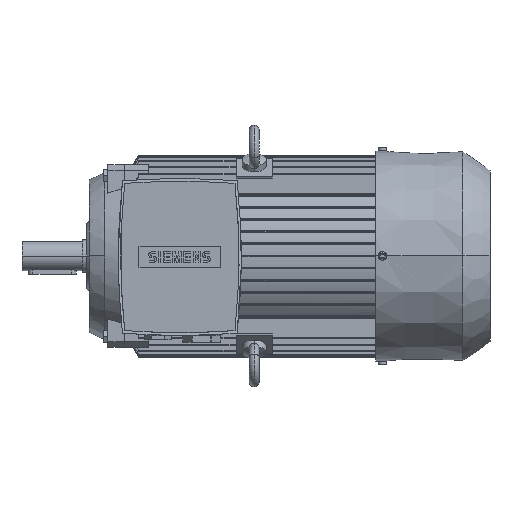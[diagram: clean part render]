
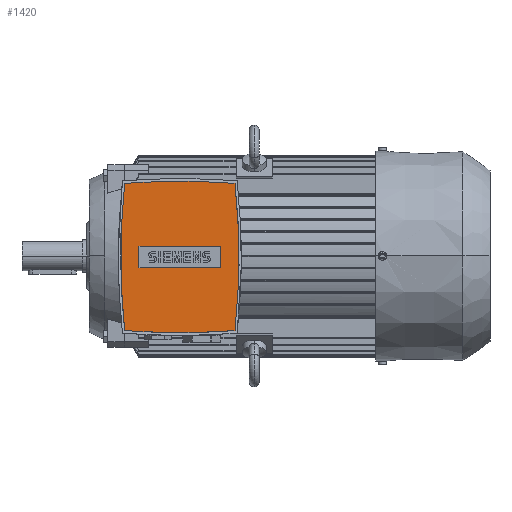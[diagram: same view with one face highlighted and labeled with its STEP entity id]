
A CAD part, top view. The second image highlights one B-rep face of the part: STEP entity #1420.
In plain terms, the highlighted planar face has unit normal (0, 0, 1).
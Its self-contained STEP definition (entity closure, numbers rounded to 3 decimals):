
#1420=ADVANCED_FACE('',(#3639,#3640),#3641,.T.);
#3639=FACE_BOUND('',#6699,.T.);
#3640=FACE_OUTER_BOUND('',#6700,.T.);
#3641=PLANE('',#6701);
#6699=EDGE_LOOP('',(#11021,#11022,#11023,#11024));
#6700=EDGE_LOOP('',(#11025,#11026,#11027,#11028,#11029,#11030));
#6701=AXIS2_PLACEMENT_3D('',#11031,#11032,#11033);
#11021=ORIENTED_EDGE('',*,*,#19609,.T.);
#11022=ORIENTED_EDGE('',*,*,#19606,.T.);
#11023=ORIENTED_EDGE('',*,*,#19603,.T.);
#11024=ORIENTED_EDGE('',*,*,#19600,.T.);
#11025=ORIENTED_EDGE('',*,*,#19649,.T.);
#11026=ORIENTED_EDGE('',*,*,#19650,.T.);
#11027=ORIENTED_EDGE('',*,*,#19213,.T.);
#11028=ORIENTED_EDGE('',*,*,#19651,.T.);
#11029=ORIENTED_EDGE('',*,*,#19206,.T.);
#11030=ORIENTED_EDGE('',*,*,#19652,.T.);
#11031=CARTESIAN_POINT('',(46.0,-1.0,164.0));
#11032=DIRECTION('',(0.0,0.0,1.0));
#11033=DIRECTION('',(0.0,-1.0,0.0));
#19206=EDGE_CURVE('',#23406,#23403,#23407,.T.);
#19213=EDGE_CURVE('',#23413,#23417,#23419,.T.);
#19600=EDGE_CURVE('',#24000,#23998,#24001,.T.);
#19603=EDGE_CURVE('',#24004,#24000,#24005,.T.);
#19606=EDGE_CURVE('',#24008,#24004,#24009,.T.);
#19609=EDGE_CURVE('',#23998,#24008,#24012,.T.);
#19649=EDGE_CURVE('',#24064,#24065,#24066,.T.);
#19650=EDGE_CURVE('',#24065,#23413,#24067,.T.);
#19651=EDGE_CURVE('',#23417,#23406,#24068,.T.);
#19652=EDGE_CURVE('',#23403,#24064,#24069,.T.);
#23403=VERTEX_POINT('',#30724);
#23406=VERTEX_POINT('',#30728);
#23407=CIRCLE('',#30729,630.36);
#23413=VERTEX_POINT('',#30736);
#23417=VERTEX_POINT('',#30741);
#23419=CIRCLE('',#30744,630.36);
#23998=VERTEX_POINT('',#31652);
#24000=VERTEX_POINT('',#31655);
#24001=LINE('',#31656,#31657);
#24004=VERTEX_POINT('',#31661);
#24005=LINE('',#31662,#31663);
#24008=VERTEX_POINT('',#31667);
#24009=LINE('',#31668,#31669);
#24012=LINE('',#31673,#31674);
#24064=VERTEX_POINT('',#31748);
#24065=VERTEX_POINT('',#31749);
#24066=CIRCLE('',#31750,554.4);
#24067=CIRCLE('',#31751,630.36);
#24068=CIRCLE('',#31752,554.4);
#24069=CIRCLE('',#31753,630.36);
#30724=CARTESIAN_POINT('',(46.,61.5,164.0));
#30728=CARTESIAN_POINT('',(91.651,59.845,164.0));
#30729=AXIS2_PLACEMENT_3D('',#39670,#39671,#39672);
#30736=CARTESIAN_POINT('',(46.,-63.5,164.0));
#30741=CARTESIAN_POINT('',(91.651,-61.845,164.0));
#30744=AXIS2_PLACEMENT_3D('',#39682,#39683,#39684);
#31652=CARTESIAN_POINT('',(79.75,-10.05,164.0));
#31655=CARTESIAN_POINT('',(79.75,8.05,164.0));
#31656=CARTESIAN_POINT('',(79.75,-1.0,164.0));
#31657=VECTOR('',#40034,1.0);
#31661=CARTESIAN_POINT('',(12.25,8.05,164.0));
#31662=CARTESIAN_POINT('',(46.0,8.05,164.0));
#31663=VECTOR('',#40036,1.0);
#31667=CARTESIAN_POINT('',(12.25,-10.05,164.0));
#31668=CARTESIAN_POINT('',(12.25,-1.0,164.0));
#31669=VECTOR('',#40038,1.0);
#31673=CARTESIAN_POINT('',(46.0,-10.05,164.0));
#31674=VECTOR('',#40040,1.0);
#31748=CARTESIAN_POINT('',(0.349,59.845,164.0));
#31749=CARTESIAN_POINT('',(0.349,-61.845,164.0));
#31750=AXIS2_PLACEMENT_3D('',#40072,#40073,#40074);
#31751=AXIS2_PLACEMENT_3D('',#40075,#40076,#40077);
#31752=AXIS2_PLACEMENT_3D('',#40078,#40079,#40080);
#31753=AXIS2_PLACEMENT_3D('',#40081,#40082,#40083);
#39670=CARTESIAN_POINT('',(46.0,-568.86,164.0));
#39671=DIRECTION('',(0.0,-0.0,1.0));
#39672=DIRECTION('',(0.0,1.0,0.0));
#39682=CARTESIAN_POINT('',(46.0,566.86,164.0));
#39683=DIRECTION('',(0.0,-0.0,1.0));
#39684=DIRECTION('',(0.0,1.0,0.0));
#40034=DIRECTION('',(0.0,-1.0,0.0));
#40036=DIRECTION('',(1.0,0.0,-0.0));
#40038=DIRECTION('',(0.0,1.0,0.0));
#40040=DIRECTION('',(-1.0,0.0,0.0));
#40072=CARTESIAN_POINT('',(551.4,-1.0,164.0));
#40073=DIRECTION('',(0.0,-0.0,1.0));
#40074=DIRECTION('',(0.0,1.0,0.0));
#40075=CARTESIAN_POINT('',(46.0,566.86,164.0));
#40076=DIRECTION('',(0.0,-0.0,1.0));
#40077=DIRECTION('',(0.0,1.0,0.0));
#40078=CARTESIAN_POINT('',(-459.4,-1.0,164.0));
#40079=DIRECTION('',(0.0,-0.0,1.0));
#40080=DIRECTION('',(0.0,1.0,0.0));
#40081=CARTESIAN_POINT('',(46.0,-568.86,164.0));
#40082=DIRECTION('',(0.0,-0.0,1.0));
#40083=DIRECTION('',(0.0,1.0,0.0));
